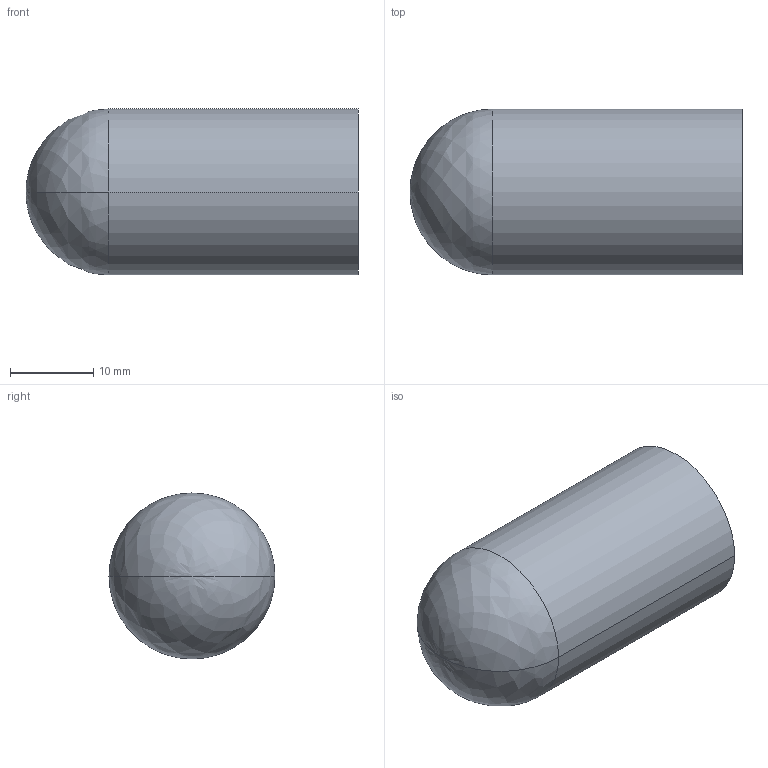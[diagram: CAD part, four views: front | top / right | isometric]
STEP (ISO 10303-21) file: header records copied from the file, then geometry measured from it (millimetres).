
FILE_DESCRIPTION(('Spaceship with externally referenced files'),'2;1');
FILE_NAME('s1-extref-tu.stp','2008-07-23T15:34:51+01:00',('A P Ranger'),('Theorem Solutions Ltd'),'THEOREM SOLUTIONS GCO -> AP203 E2 PREPROCESSOR 10.0.053 ','UG','A P Ranger');
FILE_SCHEMA(('CONFIGURATION_CONTROL_3D_DESIGN_ED2_MIM_LF { 1 0 10303 403 1 1 4}'));
Length unit declared in the file: millimetre
Products named in the file (1): MASTER
Bounding box: 40 x 20 x 20 mm (x, y, z)
Volume: 2360.8 mm3; surface area: 4778.3 mm2
Topology: 1 solids, 1 shells, 9 faces, 20 edges, 10 vertices
Faces by surface type: bspline 8, plane 1
Entity records: 418 total; most frequent: CARTESIAN_POINT 199, DIRECTION 34, ORIENTED_EDGE 32, EDGE_CURVE 16, AXIS2_PLACEMENT_3D 15, CIRCLE 12, VERTEX_POINT 10, EDGE_LOOP 10
